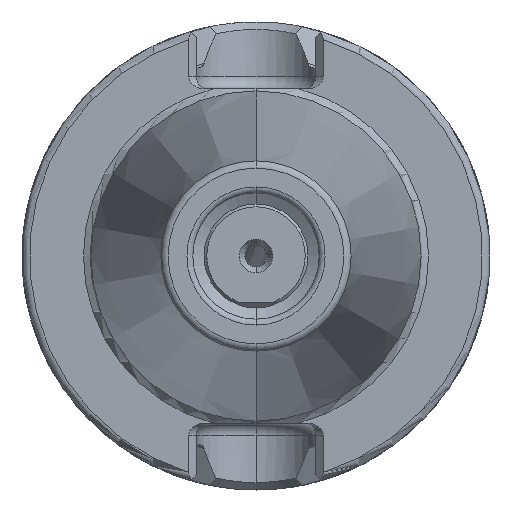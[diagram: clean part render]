
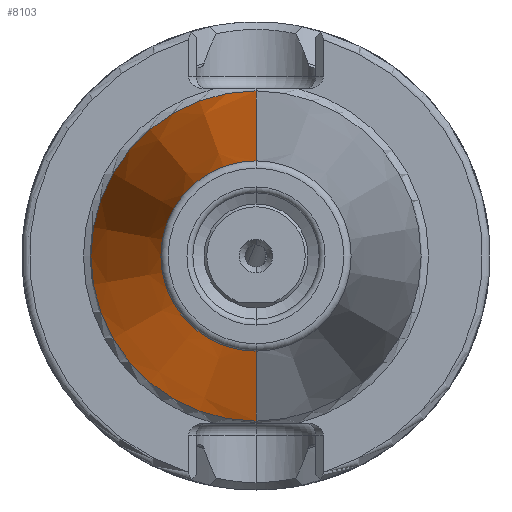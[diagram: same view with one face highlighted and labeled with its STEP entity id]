
A CAD part, left-side view. The second image highlights one B-rep face of the part: STEP entity #8103.
In plain terms, the highlighted conical face has half-angle 8.297 degrees and reference radius 22.225 mm.
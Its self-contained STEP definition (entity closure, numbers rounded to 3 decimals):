
#5275 = CARTESIAN_POINT ( 'NONE',  ( 0., 0., 0. ) ) ;
#6609 = EDGE_CURVE ( 'NONE', #57384, #38936, #55706, .T. ) ;
#7124 = DIRECTION ( 'NONE',  ( 0.99, 0., -0.144 ) ) ;
#7731 = ORIENTED_EDGE ( 'NONE', *, *, #6609, .F. ) ;
#8103 = ADVANCED_FACE ( 'NONE', ( #56916 ), #70046, .T. ) ;
#10236 = ORIENTED_EDGE ( 'NONE', *, *, #71557, .T. ) ;
#12489 = CARTESIAN_POINT ( 'NONE',  ( 0., 0., 22.225 ) ) ;
#12850 = EDGE_CURVE ( 'NONE', #34213, #57384, #31111, .T. ) ;
#14017 = AXIS2_PLACEMENT_3D ( 'NONE', #5275, #33320, #22129 ) ;
#16385 = ORIENTED_EDGE ( 'NONE', *, *, #39679, .T. ) ;
#18917 = ORIENTED_EDGE ( 'NONE', *, *, #12850, .F. ) ;
#19064 = DIRECTION ( 'NONE',  ( -1., 0., 0. ) ) ;
#22129 = DIRECTION ( 'NONE',  ( 0., 0., -1. ) ) ;
#25844 = DIRECTION ( 'NONE',  ( -1., 0., 0. ) ) ;
#26072 = CARTESIAN_POINT ( 'NONE',  ( -64.544, 0., -12.812 ) ) ;
#26991 = AXIS2_PLACEMENT_3D ( 'NONE', #59365, #25844, #65018 ) ;
#31111 = CIRCLE ( 'NONE', #40881, 12.812 ) ;
#33320 = DIRECTION ( 'NONE',  ( 1., 0., 0. ) ) ;
#34213 = VERTEX_POINT ( 'NONE', #62434 ) ;
#34916 = CARTESIAN_POINT ( 'NONE',  ( 0., 0., -22.225 ) ) ;
#36129 = VECTOR ( 'NONE', #51391, 1000. ) ;
#37187 = VERTEX_POINT ( 'NONE', #71727 ) ;
#38936 = VERTEX_POINT ( 'NONE', #47946 ) ;
#39679 = EDGE_CURVE ( 'NONE', #37187, #38936, #51345, .T. ) ;
#40801 = VECTOR ( 'NONE', #7124, 1000. ) ;
#40881 = AXIS2_PLACEMENT_3D ( 'NONE', #52603, #19064, #58219 ) ;
#47946 = CARTESIAN_POINT ( 'NONE',  ( 0., 0., -22.225 ) ) ;
#51345 = CIRCLE ( 'NONE', #26991, 22.225 ) ;
#51391 = DIRECTION ( 'NONE',  ( 0.99, 0., 0.144 ) ) ;
#52603 = CARTESIAN_POINT ( 'NONE',  ( -64.544, 0., 0. ) ) ;
#55706 = LINE ( 'NONE', #34916, #40801 ) ;
#56916 = FACE_OUTER_BOUND ( 'NONE', #62859, .T. ) ;
#57384 = VERTEX_POINT ( 'NONE', #26072 ) ;
#58219 = DIRECTION ( 'NONE',  ( 0., 0., 1. ) ) ;
#59365 = CARTESIAN_POINT ( 'NONE',  ( 0., 0., 0. ) ) ;
#62434 = CARTESIAN_POINT ( 'NONE',  ( -64.544, 0., 12.812 ) ) ;
#62859 = EDGE_LOOP ( 'NONE', ( #18917, #10236, #16385, #7731 ) ) ;
#65018 = DIRECTION ( 'NONE',  ( 0., 0., 1. ) ) ;
#67711 = LINE ( 'NONE', #12489, #36129 ) ;
#70046 = CONICAL_SURFACE ( 'NONE', #14017, 22.225, 0.145 ) ;
#71557 = EDGE_CURVE ( 'NONE', #34213, #37187, #67711, .T. ) ;
#71727 = CARTESIAN_POINT ( 'NONE',  ( 0., 0., 22.225 ) ) ;
